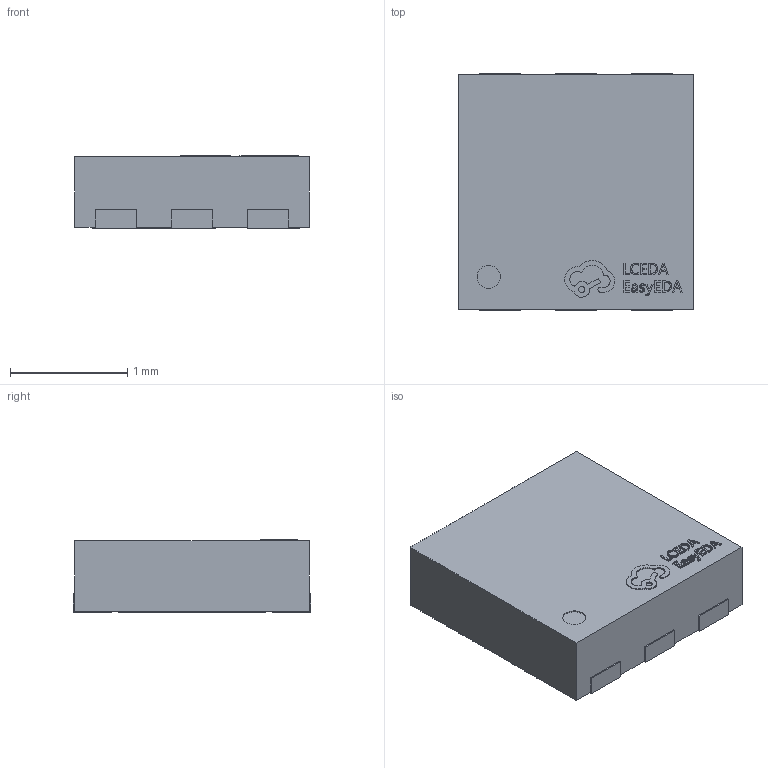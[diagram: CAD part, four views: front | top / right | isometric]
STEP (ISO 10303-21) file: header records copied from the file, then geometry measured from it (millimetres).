
FILE_DESCRIPTION (( 'STEP AP214' ), '1' );
FILE_NAME ('U-DFN2020-6_L2.0-W2.0-P0.65-BL-DMP2035UFDF-7.STEP', '2022-08-26T13:12:32', ( '' ), ( '' ), 'SwSTEP 2.0', 'SolidWorks 2020', '' );
FILE_SCHEMA (( 'AUTOMOTIVE_DESIGN' ));
Length unit declared in the file: millimetre
Products named in the file (1): U-DFN2020-6_L2.0-W2.0-P0.65-BL-DMP2035UFDF-7
Bounding box: 2 x 2.02 x 0.62 mm (x, y, z)
Volume: 2.4 mm3; surface area: 13.1 mm2
Topology: 1 solids, 1 shells, 280 faces, 768 edges, 512 vertices
Faces by surface type: plane 180, bspline 98, cylinder 2
Entity records: 12422 total; most frequent: CARTESIAN_POINT 2867, ORIENTED_EDGE 1536, DIRECTION 938, EDGE_CURVE 768, LINE 564, VECTOR 564, VERTEX_POINT 512, EDGE_LOOP 302
